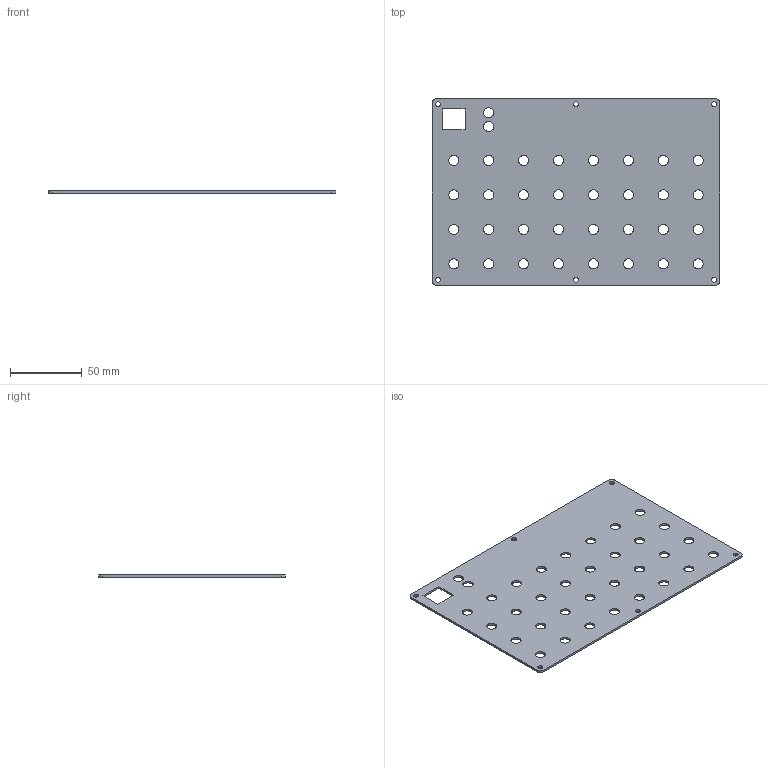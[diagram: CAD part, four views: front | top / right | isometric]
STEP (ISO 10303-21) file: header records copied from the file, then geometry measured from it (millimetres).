
FILE_DESCRIPTION(/* description */ (''),/* implementation_level */ '2;1');
FILE_NAME(/* name */ 'N32B-Aluminum-top-panel-rounded v2.step',/* time_stamp */ '2022-07-17T14:53:58+03:00',/* author */ (''),/* organization */ (''),/* preprocessor_version */ 'ST-DEVELOPER v19',/* originating_system */ 'Autodesk Translation Framework v11.7.0.108',/* authorisation */ '');
FILE_SCHEMA (('AUTOMOTIVE_DESIGN { 1 0 10303 214 3 1 1 }'));
Length unit declared in the file: millimetre
Products named in the file (1): N32B-Aluminum-top-panel-rounded
Bounding box: 200 x 130 x 1.5 mm (x, y, z)
Volume: 36597.2 mm3; surface area: 51089.6 mm2
Topology: 1 solids, 1 shells, 54 faces, 156 edges, 104 vertices
Faces by surface type: cylinder 44, plane 10
Full cylindrical faces by diameter (mm): 3.5 x6, 7 x34
Entity records: 2032 total; most frequent: DIRECTION 354, CARTESIAN_POINT 315, ORIENTED_EDGE 312, EDGE_CURVE 156, AXIS2_PLACEMENT_3D 143, EDGE_LOOP 136, VERTEX_POINT 104, CIRCLE 88
